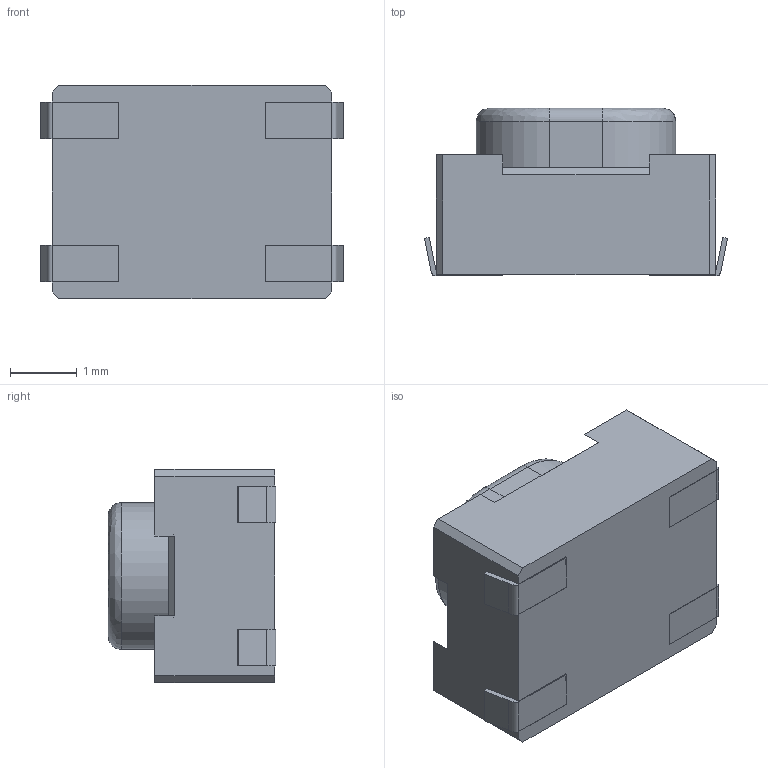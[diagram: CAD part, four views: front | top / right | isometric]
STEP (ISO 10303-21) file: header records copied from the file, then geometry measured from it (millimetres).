
FILE_DESCRIPTION (( 'STEP AP214' ), '1' );
FILE_NAME ('434133025816.STEP', '2024-06-13T02:49:20', ( '' ), ( '' ), 'SwSTEP 2.0', 'SolidWorks 2023', '' );
FILE_SCHEMA (( 'AUTOMOTIVE_DESIGN' ));
Length unit declared in the file: millimetre
Products named in the file (1): 434133025816
Bounding box: 4.55 x 2.52 x 3.2 mm (x, y, z)
Volume: 26.8 mm3; surface area: 65.1 mm2
Topology: 1 solids, 1 shells, 68 faces, 188 edges, 124 vertices
Faces by surface type: plane 56, bspline 6, cylinder 6
Entity records: 2810 total; most frequent: CARTESIAN_POINT 660, ORIENTED_EDGE 376, DIRECTION 316, EDGE_CURVE 188, VECTOR 166, LINE 166, VERTEX_POINT 124, AXIS2_PLACEMENT_3D 75
